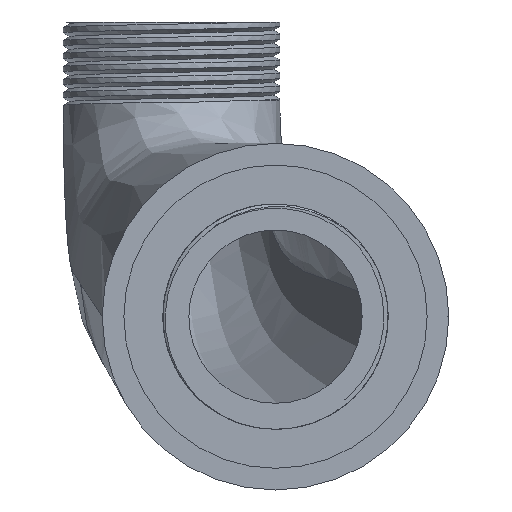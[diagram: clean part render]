
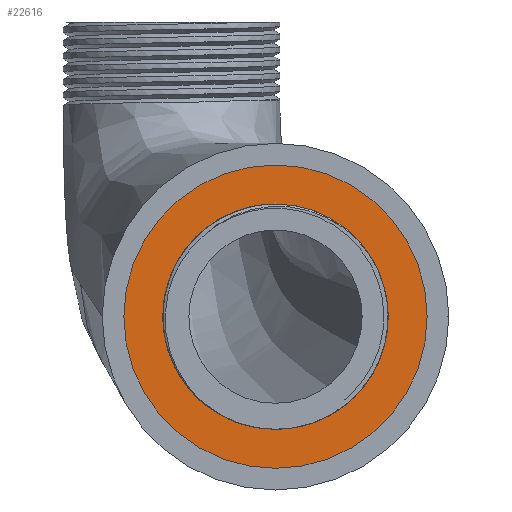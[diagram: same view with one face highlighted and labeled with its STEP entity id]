
A CAD part, front view. The second image highlights one B-rep face of the part: STEP entity #22616.
In plain terms, the highlighted planar face has unit normal (0, -1, 0).
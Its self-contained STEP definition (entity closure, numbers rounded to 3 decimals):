
#72 = PLANE ( 'NONE',  #19324 ) ;
#1383 = DIRECTION ( 'NONE',  ( 0., -1., 0. ) ) ;
#1725 = EDGE_CURVE ( 'NONE', #11687, #21648, #9584, .T. ) ;
#1815 = EDGE_LOOP ( 'NONE', ( #3114, #20524 ) ) ;
#2122 = DIRECTION ( 'NONE',  ( 0., 0., -1. ) ) ;
#2436 = DIRECTION ( 'NONE',  ( 0., -1., 0. ) ) ;
#3114 = ORIENTED_EDGE ( 'NONE', *, *, #11810, .T. ) ;
#3385 = AXIS2_PLACEMENT_3D ( 'NONE', #18290, #6076, #2122 ) ;
#3896 = CARTESIAN_POINT ( 'NONE',  ( 0., 2., 0. ) ) ;
#5759 = DIRECTION ( 'NONE',  ( 0., 0., -1. ) ) ;
#6076 = DIRECTION ( 'NONE',  ( 0., -1., 0. ) ) ;
#6131 = DIRECTION ( 'NONE',  ( 0., -1., 0. ) ) ;
#6238 = EDGE_CURVE ( 'NONE', #17706, #13363, #9970, .T. ) ;
#6328 = AXIS2_PLACEMENT_3D ( 'NONE', #12427, #2436, #5759 ) ;
#6473 = CARTESIAN_POINT ( 'NONE',  ( 0., 2., 13. ) ) ;
#6873 = CARTESIAN_POINT ( 'NONE',  ( 0., 2., 17.5 ) ) ;
#8599 = DIRECTION ( 'NONE',  ( 0., -1., 0. ) ) ;
#9584 = CIRCLE ( 'NONE', #11692, 13. ) ;
#9970 = CIRCLE ( 'NONE', #21735, 17.5 ) ;
#11553 = CARTESIAN_POINT ( 'NONE',  ( 0., 2., -13. ) ) ;
#11687 = VERTEX_POINT ( 'NONE', #6473 ) ;
#11692 = AXIS2_PLACEMENT_3D ( 'NONE', #25413, #1383, #16678 ) ;
#11784 = DIRECTION ( 'NONE',  ( 0., 0., -1. ) ) ;
#11810 = EDGE_CURVE ( 'NONE', #13363, #17706, #24345, .T. ) ;
#12427 = CARTESIAN_POINT ( 'NONE',  ( 0., 2., 0. ) ) ;
#13363 = VERTEX_POINT ( 'NONE', #21571 ) ;
#15041 = DIRECTION ( 'NONE',  ( 0., 0., -1. ) ) ;
#15990 = FACE_OUTER_BOUND ( 'NONE', #1815, .T. ) ;
#16135 = EDGE_CURVE ( 'NONE', #21648, #11687, #21448, .T. ) ;
#16678 = DIRECTION ( 'NONE',  ( 0., 0., -1. ) ) ;
#16900 = EDGE_LOOP ( 'NONE', ( #17446, #18085 ) ) ;
#17446 = ORIENTED_EDGE ( 'NONE', *, *, #1725, .F. ) ;
#17706 = VERTEX_POINT ( 'NONE', #6873 ) ;
#18085 = ORIENTED_EDGE ( 'NONE', *, *, #16135, .F. ) ;
#18290 = CARTESIAN_POINT ( 'NONE',  ( 0., 2., 0. ) ) ;
#19107 = CARTESIAN_POINT ( 'NONE',  ( 0., 2., 0. ) ) ;
#19324 = AXIS2_PLACEMENT_3D ( 'NONE', #3896, #6131, #11784 ) ;
#20524 = ORIENTED_EDGE ( 'NONE', *, *, #6238, .T. ) ;
#21448 = CIRCLE ( 'NONE', #6328, 13. ) ;
#21571 = CARTESIAN_POINT ( 'NONE',  ( 0., 2., -17.5 ) ) ;
#21648 = VERTEX_POINT ( 'NONE', #11553 ) ;
#21735 = AXIS2_PLACEMENT_3D ( 'NONE', #19107, #8599, #15041 ) ;
#22616 = ADVANCED_FACE ( 'NONE', ( #23997, #15990 ), #72, .T. ) ;
#23997 = FACE_BOUND ( 'NONE', #16900, .T. ) ;
#24345 = CIRCLE ( 'NONE', #3385, 17.5 ) ;
#25413 = CARTESIAN_POINT ( 'NONE',  ( 0., 2., 0. ) ) ;
